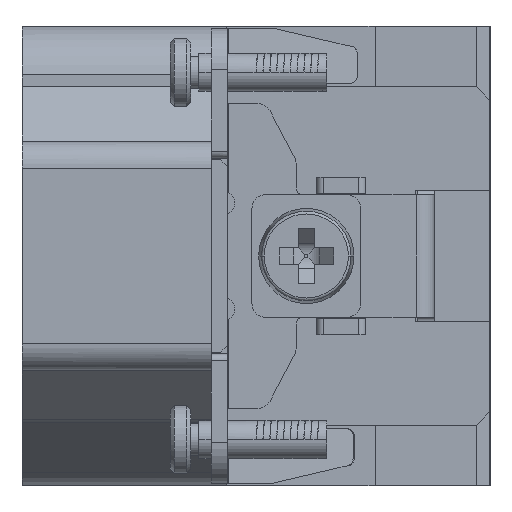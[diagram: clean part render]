
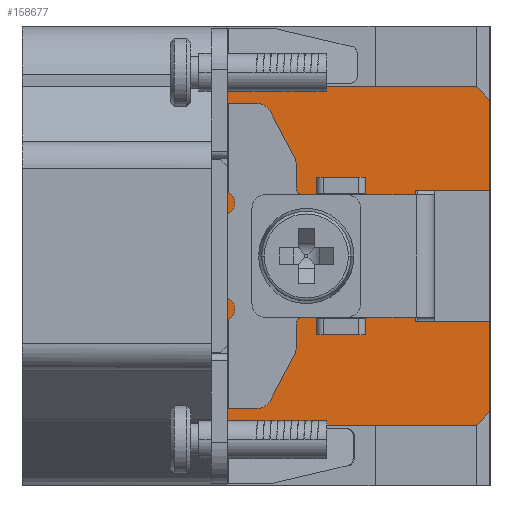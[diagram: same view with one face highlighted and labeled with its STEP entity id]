
A CAD part, left-side view. The second image highlights one B-rep face of the part: STEP entity #158677.
In plain terms, the highlighted planar face has unit normal (-1, 0, 0).
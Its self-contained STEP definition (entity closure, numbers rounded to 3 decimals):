
#430=DIRECTION('',(0.,0.,1.));
#431=VECTOR('',#430,6.65);
#432=CARTESIAN_POINT('',(-44.875,-34.4,-11.45));
#433=LINE('',#432,#431);
#444=DIRECTION('',(0.,0.,1.));
#445=VECTOR('',#444,6.65);
#446=CARTESIAN_POINT('',(-44.875,-34.4,4.8));
#447=LINE('',#446,#445);
#9446=DIRECTION('',(0.,-1.,0.));
#9447=VECTOR('',#9446,18.4);
#9448=CARTESIAN_POINT('',(-44.875,-15.,-12.45));
#9449=LINE('',#9448,#9447);
#9470=DIRECTION('',(0.,0.,-1.));
#9471=VECTOR('',#9470,4.);
#9472=CARTESIAN_POINT('',(-44.875,-15.,-8.45));
#9473=LINE('',#9472,#9471);
#9504=DIRECTION('',(0.,0.707,-0.707));
#9505=VECTOR('',#9504,1.414);
#9506=CARTESIAN_POINT('',(-44.875,-34.4,-11.45));
#9507=LINE('',#9506,#9505);
#9508=DIRECTION('',(0.,-1.,0.));
#9509=VECTOR('',#9508,1.1);
#9510=CARTESIAN_POINT('',(-44.875,-13.9,-4.05));
#9511=LINE('',#9510,#9509);
#9512=DIRECTION('',(0.,0.,1.));
#9513=VECTOR('',#9512,8.1);
#9514=CARTESIAN_POINT('',(-44.875,-15.,-4.05));
#9515=LINE('',#9514,#9513);
#9516=DIRECTION('',(0.,-1.,0.));
#9517=VECTOR('',#9516,1.1);
#9518=CARTESIAN_POINT('',(-44.875,-13.9,8.45));
#9519=LINE('',#9518,#9517);
#9520=DIRECTION('',(0.,-1.,0.));
#9521=VECTOR('',#9520,18.4);
#9522=CARTESIAN_POINT('',(-44.875,-15.,12.45));
#9523=LINE('',#9522,#9521);
#9524=DIRECTION('',(0.,-0.707,-0.707));
#9525=VECTOR('',#9524,1.414);
#9526=CARTESIAN_POINT('',(-44.875,-33.4,12.45));
#9527=LINE('',#9526,#9525);
#9528=DIRECTION('',(0.,0.999,-0.052));
#9529=VECTOR('',#9528,12.117);
#9530=CARTESIAN_POINT('',(-44.875,-28.9,3.212));
#9531=LINE('',#9530,#9529);
#9532=DIRECTION('',(0.,-0.999,-0.052));
#9533=VECTOR('',#9532,12.117);
#9534=CARTESIAN_POINT('',(-44.875,-16.8,-2.578));
#9535=LINE('',#9534,#9533);
#9544=DIRECTION('',(0.,1.,0.));
#9545=VECTOR('',#9544,5.5);
#9546=CARTESIAN_POINT('',(-44.875,-34.4,-4.8));
#9547=LINE('',#9546,#9545);
#9606=DIRECTION('',(0.,0.,1.));
#9607=VECTOR('',#9606,1.588);
#9608=CARTESIAN_POINT('',(-44.875,-28.9,-4.8));
#9609=LINE('',#9608,#9607);
#9618=DIRECTION('',(0.,0.,1.));
#9619=VECTOR('',#9618,5.155);
#9620=CARTESIAN_POINT('',(-44.875,-16.8,-2.578));
#9621=LINE('',#9620,#9619);
#9634=DIRECTION('',(0.,0.,1.));
#9635=VECTOR('',#9634,1.588);
#9636=CARTESIAN_POINT('',(-44.875,-28.9,3.212));
#9637=LINE('',#9636,#9635);
#9638=DIRECTION('',(0.,-1.,0.));
#9639=VECTOR('',#9638,5.5);
#9640=CARTESIAN_POINT('',(-44.875,-28.9,4.8));
#9641=LINE('',#9640,#9639);
#9674=DIRECTION('',(0.,-1.,0.));
#9675=VECTOR('',#9674,1.1);
#9676=CARTESIAN_POINT('',(-44.875,-13.9,-8.45));
#9677=LINE('',#9676,#9675);
#10131=DIRECTION('',(0.,0.,-1.));
#10132=VECTOR('',#10131,4.);
#10133=CARTESIAN_POINT('',(-44.875,-15.,12.45));
#10134=LINE('',#10133,#10132);
#20671=DIRECTION('',(0.,0.,-1.));
#20672=VECTOR('',#20671,4.4);
#20673=CARTESIAN_POINT('',(-44.875,-13.9,-4.05));
#20674=LINE('',#20673,#20672);
#20959=DIRECTION('',(0.,0.,-1.));
#20960=VECTOR('',#20959,4.4);
#20961=CARTESIAN_POINT('',(-44.875,-13.9,8.45));
#20962=LINE('',#20961,#20960);
#20983=DIRECTION('',(0.,-1.,0.));
#20984=VECTOR('',#20983,1.1);
#20985=CARTESIAN_POINT('',(-44.875,-13.9,4.05));
#20986=LINE('',#20985,#20984);
#114100=CARTESIAN_POINT('',(-44.875,-34.4,-11.45));
#114101=VERTEX_POINT('',#114100);
#114102=CARTESIAN_POINT('',(-44.875,-34.4,-4.8));
#114103=VERTEX_POINT('',#114102);
#114117=CARTESIAN_POINT('',(-44.875,-34.4,4.8));
#114118=VERTEX_POINT('',#114117);
#114119=CARTESIAN_POINT('',(-44.875,-34.4,11.45));
#114120=VERTEX_POINT('',#114119);
#122830=CARTESIAN_POINT('',(-44.875,-15.,4.05));
#122831=VERTEX_POINT('',#122830);
#122832=CARTESIAN_POINT('',(-44.875,-15.,-4.05));
#122833=VERTEX_POINT('',#122832);
#131596=CARTESIAN_POINT('',(-44.875,-13.9,-4.05));
#131597=VERTEX_POINT('',#131596);
#131598=CARTESIAN_POINT('',(-44.875,-28.9,-4.8));
#131599=VERTEX_POINT('',#131598);
#131600=CARTESIAN_POINT('',(-44.875,-33.4,-12.45));
#131601=VERTEX_POINT('',#131600);
#131602=CARTESIAN_POINT('',(-44.875,-15.,-12.45));
#131603=VERTEX_POINT('',#131602);
#131604=CARTESIAN_POINT('',(-44.875,-15.,-8.45));
#131605=VERTEX_POINT('',#131604);
#131606=CARTESIAN_POINT('',(-44.875,-13.9,-8.45));
#131607=VERTEX_POINT('',#131606);
#131608=CARTESIAN_POINT('',(-44.875,-13.9,4.05));
#131609=VERTEX_POINT('',#131608);
#131610=CARTESIAN_POINT('',(-44.875,-13.9,8.45));
#131611=VERTEX_POINT('',#131610);
#131612=CARTESIAN_POINT('',(-44.875,-15.,8.45));
#131613=VERTEX_POINT('',#131612);
#131614=CARTESIAN_POINT('',(-44.875,-15.,12.45));
#131615=VERTEX_POINT('',#131614);
#131616=CARTESIAN_POINT('',(-44.875,-33.4,12.45));
#131617=VERTEX_POINT('',#131616);
#131618=CARTESIAN_POINT('',(-44.875,-28.9,4.8));
#131619=VERTEX_POINT('',#131618);
#131620=CARTESIAN_POINT('',(-44.875,-28.9,3.212));
#131621=VERTEX_POINT('',#131620);
#131622=CARTESIAN_POINT('',(-44.875,-16.8,2.578));
#131623=VERTEX_POINT('',#131622);
#131624=CARTESIAN_POINT('',(-44.875,-16.8,-2.578));
#131625=VERTEX_POINT('',#131624);
#131626=CARTESIAN_POINT('',(-44.875,-28.9,-3.212));
#131627=VERTEX_POINT('',#131626);
#158631=CARTESIAN_POINT('',(-44.875,0.,-12.45));
#158632=DIRECTION('',(-1.,0.,0.));
#158633=DIRECTION('',(0.,0.,1.));
#158634=AXIS2_PLACEMENT_3D('',#158631,#158632,#158633);
#158635=PLANE('',#158634);
#158637=ORIENTED_EDGE('',*,*,#158636,.F.);
#158638=ORIENTED_EDGE('',*,*,#150861,.F.);
#158639=ORIENTED_EDGE('',*,*,#158532,.T.);
#158640=ORIENTED_EDGE('',*,*,#158552,.F.);
#158641=ORIENTED_EDGE('',*,*,#158615,.F.);
#158643=ORIENTED_EDGE('',*,*,#158642,.F.);
#158645=ORIENTED_EDGE('',*,*,#158644,.F.);
#158647=ORIENTED_EDGE('',*,*,#158646,.T.);
#158649=ORIENTED_EDGE('',*,*,#158648,.T.);
#158651=ORIENTED_EDGE('',*,*,#158650,.F.);
#158653=ORIENTED_EDGE('',*,*,#158652,.F.);
#158655=ORIENTED_EDGE('',*,*,#158654,.T.);
#158657=ORIENTED_EDGE('',*,*,#158656,.F.);
#158659=ORIENTED_EDGE('',*,*,#158658,.T.);
#158661=ORIENTED_EDGE('',*,*,#158660,.T.);
#158662=ORIENTED_EDGE('',*,*,#150879,.F.);
#158664=ORIENTED_EDGE('',*,*,#158663,.F.);
#158666=ORIENTED_EDGE('',*,*,#158665,.F.);
#158668=ORIENTED_EDGE('',*,*,#158667,.T.);
#158670=ORIENTED_EDGE('',*,*,#158669,.F.);
#158672=ORIENTED_EDGE('',*,*,#158671,.T.);
#158674=ORIENTED_EDGE('',*,*,#158673,.F.);
#158675=EDGE_LOOP('',(#158637,#158638,#158639,#158640,#158641,#158643,#158645,
#158647,#158649,#158651,#158653,#158655,#158657,#158659,#158661,#158662,#158664,
#158666,#158668,#158670,#158672,#158674));
#158676=FACE_OUTER_BOUND('',#158675,.F.);
#150861=EDGE_CURVE('',#114101,#114103,#433,.T.);
#150879=EDGE_CURVE('',#114118,#114120,#447,.T.);
#158532=EDGE_CURVE('',#114101,#131601,#9507,.T.);
#158552=EDGE_CURVE('',#131603,#131601,#9449,.T.);
#158615=EDGE_CURVE('',#131605,#131603,#9473,.T.);
#158636=EDGE_CURVE('',#114103,#131599,#9547,.T.);
#158642=EDGE_CURVE('',#131607,#131605,#9677,.T.);
#158644=EDGE_CURVE('',#131597,#131607,#20674,.T.);
#158646=EDGE_CURVE('',#131597,#122833,#9511,.T.);
#158648=EDGE_CURVE('',#122833,#122831,#9515,.T.);
#158650=EDGE_CURVE('',#131609,#122831,#20986,.T.);
#158652=EDGE_CURVE('',#131611,#131609,#20962,.T.);
#158654=EDGE_CURVE('',#131611,#131613,#9519,.T.);
#158656=EDGE_CURVE('',#131615,#131613,#10134,.T.);
#158658=EDGE_CURVE('',#131615,#131617,#9523,.T.);
#158660=EDGE_CURVE('',#131617,#114120,#9527,.T.);
#158663=EDGE_CURVE('',#131619,#114118,#9641,.T.);
#158665=EDGE_CURVE('',#131621,#131619,#9637,.T.);
#158667=EDGE_CURVE('',#131621,#131623,#9531,.T.);
#158669=EDGE_CURVE('',#131625,#131623,#9621,.T.);
#158671=EDGE_CURVE('',#131625,#131627,#9535,.T.);
#158673=EDGE_CURVE('',#131599,#131627,#9609,.T.);
#158677=ADVANCED_FACE('',(#158676),#158635,.T.);
